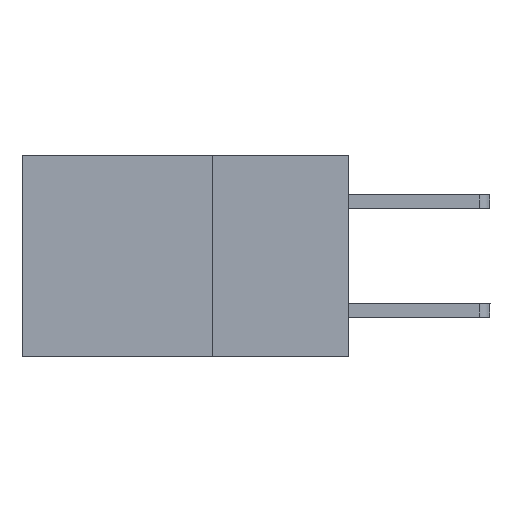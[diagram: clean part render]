
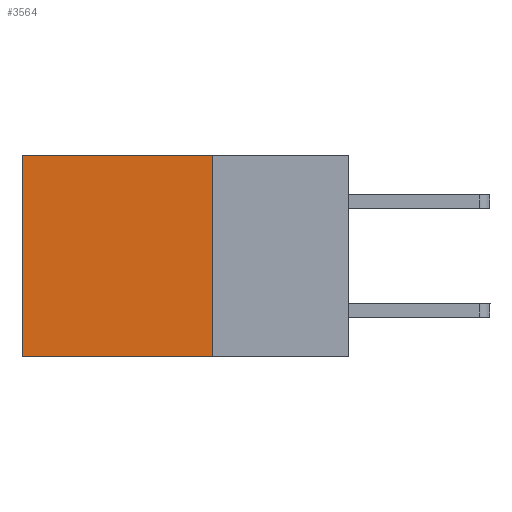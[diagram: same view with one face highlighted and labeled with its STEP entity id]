
A CAD part, left-side view. The second image highlights one B-rep face of the part: STEP entity #3564.
In plain terms, the highlighted planar face has unit normal (-1, 0, 0).
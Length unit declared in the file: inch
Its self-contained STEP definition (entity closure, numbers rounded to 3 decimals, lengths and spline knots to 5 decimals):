
#57 = VECTOR ( 'NONE', #1298, 39.37008 ) ;
#238 = CARTESIAN_POINT ( 'NONE',  ( 0.2615, 0.6, 0. ) ) ;
#412 = AXIS2_PLACEMENT_3D ( 'NONE', #2150, #2040, #2036 ) ;
#461 = VECTOR ( 'NONE', #7523, 39.37008 ) ;
#681 = VERTEX_POINT ( 'NONE', #933 ) ;
#933 = CARTESIAN_POINT ( 'NONE',  ( 0.2615, 0.25, 0. ) ) ;
#1298 = DIRECTION ( 'NONE',  ( 0., 1., 0. ) ) ;
#1329 = CARTESIAN_POINT ( 'NONE',  ( 0.2615, 0.25, 0. ) ) ;
#1614 = ORIENTED_EDGE ( 'NONE', *, *, #7445, .F. ) ;
#1746 = CARTESIAN_POINT ( 'NONE',  ( 0.2615, 0.6, -0.37 ) ) ;
#1850 = ORIENTED_EDGE ( 'NONE', *, *, #3669, .T. ) ;
#1852 = VERTEX_POINT ( 'NONE', #4392 ) ;
#1919 = DIRECTION ( 'NONE',  ( 0., 0., -1. ) ) ;
#1983 = DIRECTION ( 'NONE',  ( 0., 1., 0. ) ) ;
#2036 = DIRECTION ( 'NONE',  ( 0., 0., -1. ) ) ;
#2040 = DIRECTION ( 'NONE',  ( 1., 0., 0. ) ) ;
#2051 = PLANE ( 'NONE',  #412 ) ;
#2060 = CARTESIAN_POINT ( 'NONE',  ( 0.2615, 0.6, -0.37 ) ) ;
#2150 = CARTESIAN_POINT ( 'NONE',  ( 0.2615, 0.25, -0.37 ) ) ;
#3483 = VECTOR ( 'NONE', #1983, 39.37008 ) ;
#3563 = VERTEX_POINT ( 'NONE', #2060 ) ;
#3564 = ADVANCED_FACE ( 'NONE', ( #8544 ), #2051, .F. ) ;
#3642 = LINE ( 'NONE', #1746, #7155 ) ;
#3669 = EDGE_CURVE ( 'NONE', #681, #3809, #6136, .T. ) ;
#3809 = VERTEX_POINT ( 'NONE', #238 ) ;
#4392 = CARTESIAN_POINT ( 'NONE',  ( 0.2615, 0.25, -0.37 ) ) ;
#4638 = EDGE_CURVE ( 'NONE', #3809, #3563, #3642, .T. ) ;
#5511 = EDGE_LOOP ( 'NONE', ( #9257, #1614, #9485, #1850 ) ) ;
#6136 = LINE ( 'NONE', #1329, #57 ) ;
#6502 = CARTESIAN_POINT ( 'NONE',  ( 0.2615, 0.25, -0.37 ) ) ;
#6996 = LINE ( 'NONE', #6502, #3483 ) ;
#7155 = VECTOR ( 'NONE', #1919, 39.37008 ) ;
#7445 = EDGE_CURVE ( 'NONE', #1852, #3563, #6996, .T. ) ;
#7523 = DIRECTION ( 'NONE',  ( 0., 0., -1. ) ) ;
#7944 = EDGE_CURVE ( 'NONE', #681, #1852, #8475, .T. ) ;
#8475 = LINE ( 'NONE', #8949, #461 ) ;
#8544 = FACE_OUTER_BOUND ( 'NONE', #5511, .T. ) ;
#8949 = CARTESIAN_POINT ( 'NONE',  ( 0.2615, 0.25, -0.37 ) ) ;
#9257 = ORIENTED_EDGE ( 'NONE', *, *, #4638, .T. ) ;
#9485 = ORIENTED_EDGE ( 'NONE', *, *, #7944, .F. ) ;
